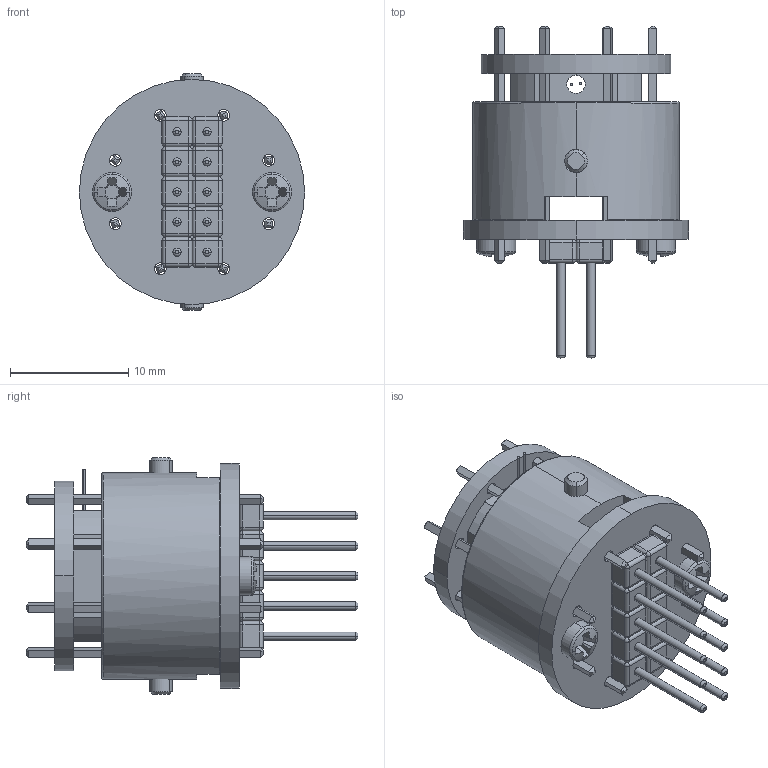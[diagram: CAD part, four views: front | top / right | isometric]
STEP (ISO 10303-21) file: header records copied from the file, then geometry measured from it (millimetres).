
FILE_DESCRIPTION (( 'STEP AP214' ), '1' );
FILE_NAME ('Sample_Puck.STEP', '2017-08-19T14:12:31', ( 'Sidh Singh' ), ( '' ), 'SwSTEP 2.0', 'SolidWorks 2012', '' );
FILE_SCHEMA (( 'AUTOMOTIVE_DESIGN' ));
Length unit declared in the file: millimetre
Products named in the file (1): Sample_Puck
Bounding box: 19 x 28 x 20 mm (x, y, z)
Surface area: 3506.7 mm2 (no closed solid volume)
Topology: 0 solids, 26 shells, 479 faces, 1285 edges, 770 vertices
Faces by surface type: plane 201, cylinder 175, sphere 59, torus 28, cone 16
Entity records: 19872 total; most frequent: DIRECTION 2726, CARTESIAN_POINT 2678, ORIENTED_EDGE 2189, EDGE_CURVE 1230, AXIS2_PLACEMENT_3D 1052, VERTEX_POINT 770, LINE 622, VECTOR 622
